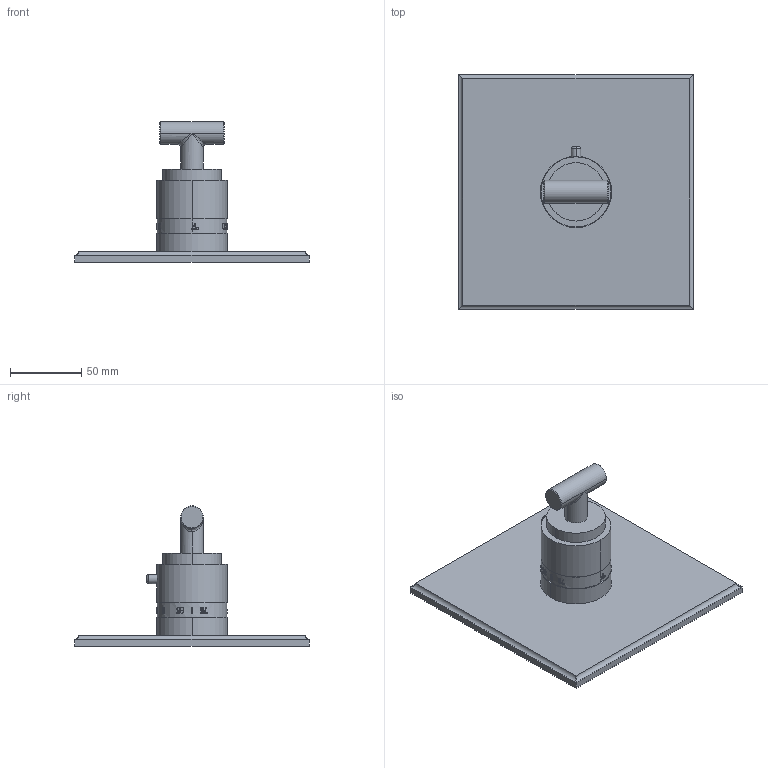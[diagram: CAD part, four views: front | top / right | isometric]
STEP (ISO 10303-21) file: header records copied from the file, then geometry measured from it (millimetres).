
FILE_DESCRIPTION((''),'2;1');
FILE_NAME('3-994LTS','2020-12-04T14:01:48',('jinson.thomas'),(''),'CREO PARAMETRIC BY PTC INC, 2018400','CREO PARAMETRIC BY PTC INC, 2018400','');
FILE_SCHEMA(('CONFIG_CONTROL_DESIGN'));
Length unit declared in the file: inch
Products named in the file (1): 3-994LTS
Bounding box: 165.1 x 165.1 x 98.95 mm (x, y, z)
Volume: 330911.4 mm3; surface area: 70970.1 mm2
Topology: 1 solids, 1 shells, 385 faces, 1064 edges, 701 vertices
Faces by surface type: plane 333, cylinder 40, bspline 4, cone 4, torus 2, sphere 2
Entity records: 12767 total; most frequent: CARTESIAN_POINT 3655, ORIENTED_EDGE 2124, DIRECTION 1532, EDGE_CURVE 1062, VERTEX_POINT 701, AXIS2_PLACEMENT_3D 529, VECTOR 474, LINE 474
